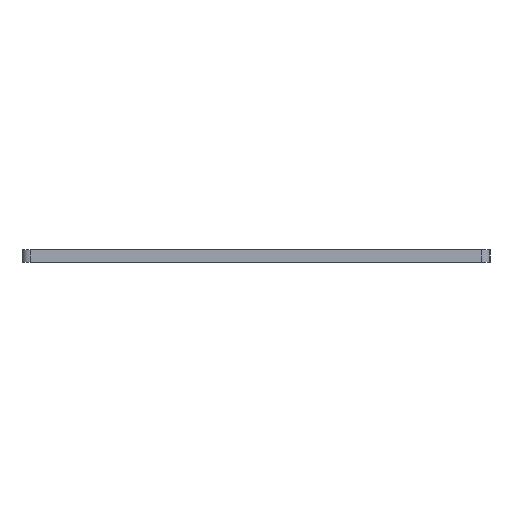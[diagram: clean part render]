
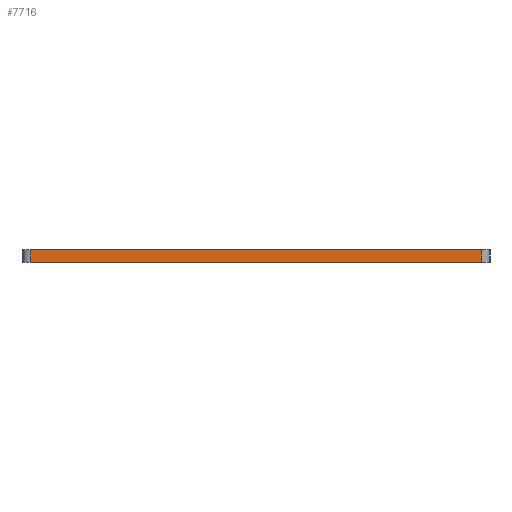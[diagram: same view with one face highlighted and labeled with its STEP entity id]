
A CAD part, left-side view. The second image highlights one B-rep face of the part: STEP entity #7716.
In plain terms, the highlighted planar face has unit normal (-1, 0, 0).
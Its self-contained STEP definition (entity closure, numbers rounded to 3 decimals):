
#290=PLANE('',#8468);
#668=FACE_OUTER_BOUND('',#1086,.T.);
#1086=EDGE_LOOP('',(#6777,#6778,#6779,#6780));
#1136=LINE('',#10743,#1904);
#1333=LINE('',#11494,#2101);
#1334=LINE('',#11498,#2102);
#1895=LINE('',#12972,#2663);
#1904=VECTOR('',#8494,10.);
#2101=VECTOR('',#9055,10.);
#2102=VECTOR('',#9060,10.);
#2663=VECTOR('',#10711,10.);
#3034=VERTEX_POINT('',#10740);
#3035=VERTEX_POINT('',#10742);
#3407=VERTEX_POINT('',#11492);
#3408=VERTEX_POINT('',#11496);
#3788=EDGE_CURVE('',#3034,#3035,#1136,.T.);
#4164=EDGE_CURVE('',#3407,#3034,#1333,.T.);
#4166=EDGE_CURVE('',#3035,#3408,#1334,.T.);
#4903=EDGE_CURVE('',#3408,#3407,#1895,.T.);
#6777=ORIENTED_EDGE('',*,*,#4164,.F.);
#6778=ORIENTED_EDGE('',*,*,#4903,.F.);
#6779=ORIENTED_EDGE('',*,*,#4166,.F.);
#6780=ORIENTED_EDGE('',*,*,#3788,.F.);
#7716=ADVANCED_FACE('',(#668),#290,.T.);
#8468=AXIS2_PLACEMENT_3D('',#12971,#10709,#10710);
#8494=DIRECTION('',(0.,1.,0.));
#9055=DIRECTION('',(0.,0.,-1.));
#9060=DIRECTION('',(0.,0.,1.));
#10709=DIRECTION('center_axis',(-1.,0.,0.));
#10710=DIRECTION('ref_axis',(0.,-1.,0.));
#10711=DIRECTION('',(0.,-1.,0.));
#10740=CARTESIAN_POINT('',(0.,-56.15,2.7));
#10742=CARTESIAN_POINT('',(0.,-1.,2.7));
#10743=CARTESIAN_POINT('',(0.,-57.15,2.7));
#11492=CARTESIAN_POINT('',(0.,-56.15,4.2));
#11494=CARTESIAN_POINT('',(0.,-56.15,2.7));
#11496=CARTESIAN_POINT('',(0.,-1.,4.2));
#11498=CARTESIAN_POINT('',(0.,-1.,2.7));
#12971=CARTESIAN_POINT('Origin',(0.,0.,2.7));
#12972=CARTESIAN_POINT('',(0.,-57.15,4.2));
